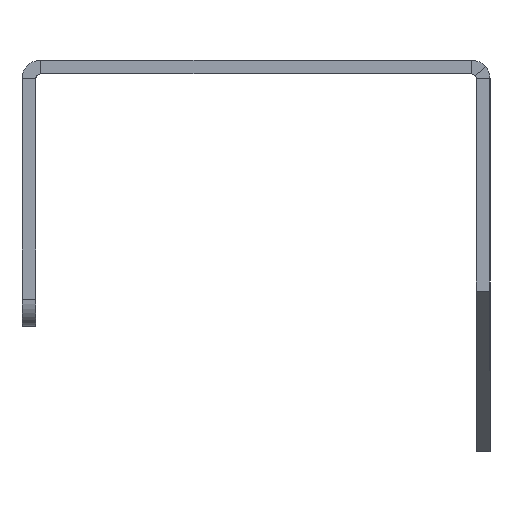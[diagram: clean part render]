
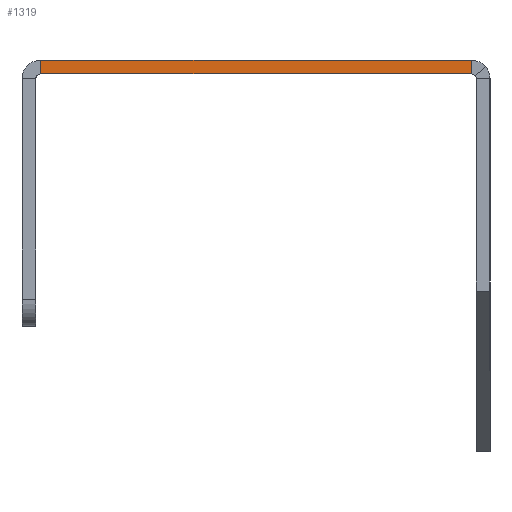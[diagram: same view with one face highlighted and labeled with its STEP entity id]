
A CAD part, left-side view. The second image highlights one B-rep face of the part: STEP entity #1319.
In plain terms, the highlighted planar face has unit normal (-1, 0, 0).
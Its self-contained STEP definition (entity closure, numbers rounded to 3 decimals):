
#24 = VERTEX_POINT('',#25);
#25 = CARTESIAN_POINT('',(0.,85.175,0.));
#45 = B_SPLINE_SURFACE_WITH_KNOTS('',7,1,(
    (#46,#47)
    ,(#48,#49)
    ,(#50,#51)
    ,(#52,#53)
    ,(#54,#55)
    ,(#56,#57)
    ,(#58,#59)
    ,(#60,#61
    )),.UNSPECIFIED.,.F.,.F.,.F.,(8,8),(2,2),(0.,0.87),(0.,1.),
  .PIECEWISE_BEZIER_KNOTS.);
#46 = CARTESIAN_POINT('',(0.,85.175,0.));
#47 = CARTESIAN_POINT('',(0.,85.175,3.));
#48 = CARTESIAN_POINT('',(0.,85.051,0.));
#49 = CARTESIAN_POINT('',(0.,84.678,3.));
#50 = CARTESIAN_POINT('',(0.,84.926,-0.018));
#51 = CARTESIAN_POINT('',(0.,84.181,2.928));
#52 = CARTESIAN_POINT('',(0.,84.805,-0.054));
#53 = CARTESIAN_POINT('',(0.,83.696,2.784));
#54 = CARTESIAN_POINT('',(0.,84.69,-0.107));
#55 = CARTESIAN_POINT('',(0.,83.237,2.57));
#56 = CARTESIAN_POINT('',(0.,84.585,-0.177));
#57 = CARTESIAN_POINT('',(0.,82.814,2.293));
#58 = CARTESIAN_POINT('',(0.,84.491,-0.26));
#59 = CARTESIAN_POINT('',(0.,82.438,1.959));
#60 = CARTESIAN_POINT('',(0.,84.411,-0.355));
#61 = CARTESIAN_POINT('',(0.,82.118,1.58));
#230 = PLANE('',#231);
#231 = AXIS2_PLACEMENT_3D('',#232,#233,#234);
#232 = CARTESIAN_POINT('',(62.579,131.511,0.));
#233 = DIRECTION('',(0.,0.,1.));
#234 = DIRECTION('',(1.,0.,0.));
#269 = VERTEX_POINT('',#270);
#270 = CARTESIAN_POINT('',(0.,85.175,3.));
#297 = EDGE_CURVE('',#24,#269,#298,.T.);
#298 = SURFACE_CURVE('',#299,(#302,#309),.PCURVE_S1.);
#299 = B_SPLINE_CURVE_WITH_KNOTS('',1,(#300,#301),.UNSPECIFIED.,.F.,.F.,
  (2,2),(0.,1.),.PIECEWISE_BEZIER_KNOTS.);
#300 = CARTESIAN_POINT('',(0.,85.175,0.));
#301 = CARTESIAN_POINT('',(0.,85.175,3.));
#302 = PCURVE('',#45,#303);
#303 = DEFINITIONAL_REPRESENTATION('',(#304),#308);
#304 = LINE('',#305,#306);
#305 = CARTESIAN_POINT('',(0.,0.));
#306 = VECTOR('',#307,1.);
#307 = DIRECTION('',(0.,1.));
#308 = ( GEOMETRIC_REPRESENTATION_CONTEXT(2) 
PARAMETRIC_REPRESENTATION_CONTEXT() REPRESENTATION_CONTEXT('2D SPACE',''
  ) );
#309 = PCURVE('',#310,#315);
#310 = PLANE('',#311);
#311 = AXIS2_PLACEMENT_3D('',#312,#313,#314);
#312 = CARTESIAN_POINT('',(0.,179.,0.));
#313 = DIRECTION('',(1.,0.,0.));
#314 = DIRECTION('',(0.,-1.,0.));
#315 = DEFINITIONAL_REPRESENTATION('',(#316),#319);
#316 = B_SPLINE_CURVE_WITH_KNOTS('',1,(#317,#318),.UNSPECIFIED.,.F.,.F.,
  (2,2),(0.,1.),.PIECEWISE_BEZIER_KNOTS.);
#317 = CARTESIAN_POINT('',(93.825,0.));
#318 = CARTESIAN_POINT('',(93.825,-3.));
#319 = ( GEOMETRIC_REPRESENTATION_CONTEXT(2) 
PARAMETRIC_REPRESENTATION_CONTEXT() REPRESENTATION_CONTEXT('2D SPACE',''
  ) );
#761 = VERTEX_POINT('',#762);
#762 = CARTESIAN_POINT('',(0.,179.,0.));
#778 = PLANE('',#779);
#779 = AXIS2_PLACEMENT_3D('',#780,#781,#782);
#780 = CARTESIAN_POINT('',(0.,179.,0.));
#781 = DIRECTION('',(-1.,0.,0.));
#782 = DIRECTION('',(0.,1.,0.));
#790 = EDGE_CURVE('',#761,#24,#791,.T.);
#791 = SURFACE_CURVE('',#792,(#796,#803),.PCURVE_S1.);
#792 = LINE('',#793,#794);
#793 = CARTESIAN_POINT('',(0.,179.,0.));
#794 = VECTOR('',#795,1.);
#795 = DIRECTION('',(0.,-1.,0.));
#796 = PCURVE('',#230,#797);
#797 = DEFINITIONAL_REPRESENTATION('',(#798),#802);
#798 = LINE('',#799,#800);
#799 = CARTESIAN_POINT('',(-62.579,47.489));
#800 = VECTOR('',#801,1.);
#801 = DIRECTION('',(0.,-1.));
#802 = ( GEOMETRIC_REPRESENTATION_CONTEXT(2) 
PARAMETRIC_REPRESENTATION_CONTEXT() REPRESENTATION_CONTEXT('2D SPACE',''
  ) );
#803 = PCURVE('',#310,#804);
#804 = DEFINITIONAL_REPRESENTATION('',(#805),#809);
#805 = LINE('',#806,#807);
#806 = CARTESIAN_POINT('',(0.,0.));
#807 = VECTOR('',#808,1.);
#808 = DIRECTION('',(1.,0.));
#809 = ( GEOMETRIC_REPRESENTATION_CONTEXT(2) 
PARAMETRIC_REPRESENTATION_CONTEXT() REPRESENTATION_CONTEXT('2D SPACE',''
  ) );
#1308 = PLANE('',#1309);
#1309 = AXIS2_PLACEMENT_3D('',#1310,#1311,#1312);
#1310 = CARTESIAN_POINT('',(62.579,131.511,3.));
#1311 = DIRECTION('',(0.,0.,1.));
#1312 = DIRECTION('',(1.,0.,0.));
#1319 = ADVANCED_FACE('',(#1320),#310,.F.);
#1320 = FACE_BOUND('',#1321,.F.);
#1321 = EDGE_LOOP('',(#1322,#1323,#1346,#1367));
#1322 = ORIENTED_EDGE('',*,*,#790,.F.);
#1323 = ORIENTED_EDGE('',*,*,#1324,.T.);
#1324 = EDGE_CURVE('',#761,#1325,#1327,.T.);
#1325 = VERTEX_POINT('',#1326);
#1326 = CARTESIAN_POINT('',(0.,179.,3.));
#1327 = SURFACE_CURVE('',#1328,(#1332,#1339),.PCURVE_S1.);
#1328 = LINE('',#1329,#1330);
#1329 = CARTESIAN_POINT('',(0.,179.,0.));
#1330 = VECTOR('',#1331,1.);
#1331 = DIRECTION('',(0.,0.,1.));
#1332 = PCURVE('',#310,#1333);
#1333 = DEFINITIONAL_REPRESENTATION('',(#1334),#1338);
#1334 = LINE('',#1335,#1336);
#1335 = CARTESIAN_POINT('',(0.,0.));
#1336 = VECTOR('',#1337,1.);
#1337 = DIRECTION('',(0.,-1.));
#1338 = ( GEOMETRIC_REPRESENTATION_CONTEXT(2) 
PARAMETRIC_REPRESENTATION_CONTEXT() REPRESENTATION_CONTEXT('2D SPACE',''
  ) );
#1339 = PCURVE('',#778,#1340);
#1340 = DEFINITIONAL_REPRESENTATION('',(#1341),#1345);
#1341 = LINE('',#1342,#1343);
#1342 = CARTESIAN_POINT('',(0.,0.));
#1343 = VECTOR('',#1344,1.);
#1344 = DIRECTION('',(0.,-1.));
#1345 = ( GEOMETRIC_REPRESENTATION_CONTEXT(2) 
PARAMETRIC_REPRESENTATION_CONTEXT() REPRESENTATION_CONTEXT('2D SPACE',''
  ) );
#1346 = ORIENTED_EDGE('',*,*,#1347,.T.);
#1347 = EDGE_CURVE('',#1325,#269,#1348,.T.);
#1348 = SURFACE_CURVE('',#1349,(#1353,#1360),.PCURVE_S1.);
#1349 = LINE('',#1350,#1351);
#1350 = CARTESIAN_POINT('',(0.,179.,3.));
#1351 = VECTOR('',#1352,1.);
#1352 = DIRECTION('',(0.,-1.,0.));
#1353 = PCURVE('',#310,#1354);
#1354 = DEFINITIONAL_REPRESENTATION('',(#1355),#1359);
#1355 = LINE('',#1356,#1357);
#1356 = CARTESIAN_POINT('',(0.,-3.));
#1357 = VECTOR('',#1358,1.);
#1358 = DIRECTION('',(1.,0.));
#1359 = ( GEOMETRIC_REPRESENTATION_CONTEXT(2) 
PARAMETRIC_REPRESENTATION_CONTEXT() REPRESENTATION_CONTEXT('2D SPACE',''
  ) );
#1360 = PCURVE('',#1308,#1361);
#1361 = DEFINITIONAL_REPRESENTATION('',(#1362),#1366);
#1362 = LINE('',#1363,#1364);
#1363 = CARTESIAN_POINT('',(-62.579,47.489));
#1364 = VECTOR('',#1365,1.);
#1365 = DIRECTION('',(0.,-1.));
#1366 = ( GEOMETRIC_REPRESENTATION_CONTEXT(2) 
PARAMETRIC_REPRESENTATION_CONTEXT() REPRESENTATION_CONTEXT('2D SPACE',''
  ) );
#1367 = ORIENTED_EDGE('',*,*,#297,.F.);
